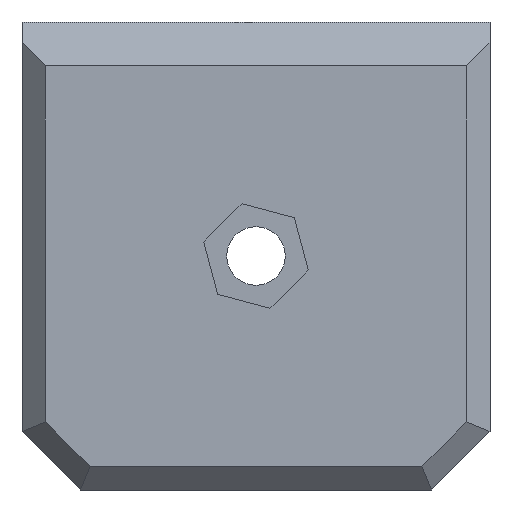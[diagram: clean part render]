
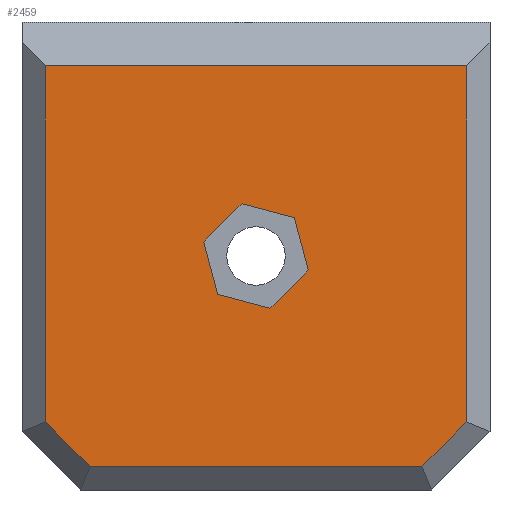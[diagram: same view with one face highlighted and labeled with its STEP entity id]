
A CAD part, left-side view. The second image highlights one B-rep face of the part: STEP entity #2459.
In plain terms, the highlighted planar face has unit normal (-1, 0, 0).
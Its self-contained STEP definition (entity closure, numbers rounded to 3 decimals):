
#220=FACE_BOUND('',#398,.T.);
#235=FACE_OUTER_BOUND('',#397,.T.);
#397=EDGE_LOOP('',(#1662,#1663,#1664,#1665,#1666,#1667));
#398=EDGE_LOOP('',(#1668,#1669,#1670,#1671,#1672,#1673));
#566=LINE('',#3732,#814);
#570=LINE('',#3741,#818);
#573=LINE('',#3745,#821);
#575=LINE('',#3750,#823);
#577=LINE('',#3754,#825);
#580=LINE('',#3759,#828);
#581=LINE('',#3762,#829);
#582=LINE('',#3764,#830);
#583=LINE('',#3766,#831);
#584=LINE('',#3768,#832);
#585=LINE('',#3770,#833);
#586=LINE('',#3771,#834);
#814=VECTOR('',#2918,10.);
#818=VECTOR('',#2924,10.);
#821=VECTOR('',#2929,10.);
#823=VECTOR('',#2933,10.);
#825=VECTOR('',#2937,10.);
#828=VECTOR('',#2942,10.);
#829=VECTOR('',#2943,10.);
#830=VECTOR('',#2944,10.);
#831=VECTOR('',#2945,10.);
#832=VECTOR('',#2946,10.);
#833=VECTOR('',#2947,10.);
#834=VECTOR('',#2948,10.);
#1062=VERTEX_POINT('',#3729);
#1063=VERTEX_POINT('',#3731);
#1066=VERTEX_POINT('',#3738);
#1067=VERTEX_POINT('',#3740);
#1069=VERTEX_POINT('',#3749);
#1070=VERTEX_POINT('',#3753);
#1072=VERTEX_POINT('',#3760);
#1073=VERTEX_POINT('',#3761);
#1074=VERTEX_POINT('',#3763);
#1075=VERTEX_POINT('',#3765);
#1076=VERTEX_POINT('',#3767);
#1077=VERTEX_POINT('',#3769);
#1277=EDGE_CURVE('',#1062,#1063,#566,.T.);
#1281=EDGE_CURVE('',#1066,#1067,#570,.T.);
#1284=EDGE_CURVE('',#1067,#1062,#573,.T.);
#1286=EDGE_CURVE('',#1063,#1069,#575,.T.);
#1288=EDGE_CURVE('',#1069,#1070,#577,.T.);
#1291=EDGE_CURVE('',#1066,#1070,#580,.T.);
#1292=EDGE_CURVE('',#1072,#1073,#581,.T.);
#1293=EDGE_CURVE('',#1073,#1074,#582,.T.);
#1294=EDGE_CURVE('',#1074,#1075,#583,.T.);
#1295=EDGE_CURVE('',#1075,#1076,#584,.T.);
#1296=EDGE_CURVE('',#1076,#1077,#585,.T.);
#1297=EDGE_CURVE('',#1077,#1072,#586,.T.);
#1662=ORIENTED_EDGE('',*,*,#1288,.F.);
#1663=ORIENTED_EDGE('',*,*,#1286,.F.);
#1664=ORIENTED_EDGE('',*,*,#1277,.F.);
#1665=ORIENTED_EDGE('',*,*,#1284,.F.);
#1666=ORIENTED_EDGE('',*,*,#1281,.F.);
#1667=ORIENTED_EDGE('',*,*,#1291,.T.);
#1668=ORIENTED_EDGE('',*,*,#1292,.T.);
#1669=ORIENTED_EDGE('',*,*,#1293,.T.);
#1670=ORIENTED_EDGE('',*,*,#1294,.T.);
#1671=ORIENTED_EDGE('',*,*,#1295,.T.);
#1672=ORIENTED_EDGE('',*,*,#1296,.T.);
#1673=ORIENTED_EDGE('',*,*,#1297,.T.);
#2381=PLANE('',#2636);
#2459=ADVANCED_FACE('',(#235,#220),#2381,.T.);
#2636=AXIS2_PLACEMENT_3D('',#3758,#2940,#2941);
#2918=DIRECTION('',(0.,1.,0.));
#2924=DIRECTION('',(0.,0.,-1.));
#2929=DIRECTION('',(0.,0.707,-0.707));
#2933=DIRECTION('',(0.,0.707,0.707));
#2937=DIRECTION('',(0.,0.,1.));
#2940=DIRECTION('center_axis',(-1.,0.,0.));
#2941=DIRECTION('ref_axis',(0.,0.,1.));
#2942=DIRECTION('',(0.,1.,0.));
#2943=DIRECTION('',(0.,-0.259,-0.966));
#2944=DIRECTION('',(0.,0.707,-0.707));
#2945=DIRECTION('',(0.,0.966,0.259));
#2946=DIRECTION('',(0.,0.259,0.966));
#2947=DIRECTION('',(0.,-0.707,0.707));
#2948=DIRECTION('',(0.,-0.966,-0.259));
#3729=CARTESIAN_POINT('',(0.,5.828,2.));
#3731=CARTESIAN_POINT('',(0.,34.172,2.));
#3732=CARTESIAN_POINT('',(0.,0.,2.));
#3738=CARTESIAN_POINT('',(0.,2.,36.251));
#3740=CARTESIAN_POINT('',(0.,2.,5.828));
#3741=CARTESIAN_POINT('',(0.,2.,10.));
#3745=CARTESIAN_POINT('',(0.,3.914,3.914));
#3749=CARTESIAN_POINT('',(0.,38.,5.828));
#3750=CARTESIAN_POINT('',(0.,26.086,-6.086));
#3753=CARTESIAN_POINT('',(0.,38.,36.251));
#3754=CARTESIAN_POINT('',(0.,38.,10.));
#3758=CARTESIAN_POINT('Origin',(0.,0.,0.));
#3759=CARTESIAN_POINT('',(0.,25.,36.251));
#3760=CARTESIAN_POINT('',(0.,16.734,23.266));
#3761=CARTESIAN_POINT('',(0.,15.539,18.805));
#3762=CARTESIAN_POINT('',(0.,13.265,10.321));
#3763=CARTESIAN_POINT('',(0.,18.805,15.539));
#3764=CARTESIAN_POINT('',(0.,16.355,17.988));
#3765=CARTESIAN_POINT('',(0.,23.266,16.734));
#3766=CARTESIAN_POINT('',(0.,8.09,12.668));
#3767=CARTESIAN_POINT('',(0.,24.461,21.195));
#3768=CARTESIAN_POINT('',(0.,20.395,6.019));
#3769=CARTESIAN_POINT('',(0.,21.195,24.461));
#3770=CARTESIAN_POINT('',(0.,23.645,22.012));
#3771=CARTESIAN_POINT('',(0.,8.25,20.993));
